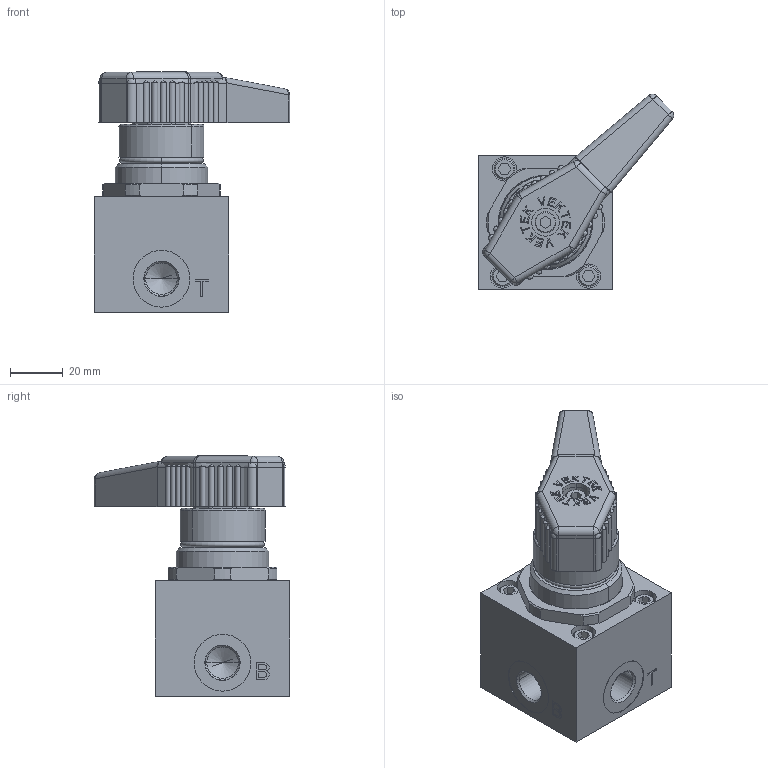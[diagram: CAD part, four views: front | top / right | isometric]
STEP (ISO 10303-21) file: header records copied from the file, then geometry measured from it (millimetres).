
FILE_DESCRIPTION((''),'2;1');
FILE_NAME('ILCMV43134741','2021-02-10T',('npeters'),(''),'PRO/ENGINEER BY PARAMETRIC TECHNOLOGY CORPORATION, 2013320','PRO/ENGINEER BY PARAMETRIC TECHNOLOGY CORPORATION, 2013320','');
FILE_SCHEMA(('AP203_CONFIGURATION_CONTROLLED_3D_DESIGN_OF_MECHANICAL_PARTS_AND_ASSEMBLIES_MIM_LF { 1 0 10303 403 2 1 2 }'));
Length unit declared in the file: inch
Products named in the file (6): ILCMV43134741_BASE; ILCMV43134741_ADAPTER; 85600903; 87114013; 85600902; ILCMV43134741
Assembly tree (5 placements, depth 2):
  ILCMV43134741
    ILCMV43134741_BASE
    ILCMV43134741_ADAPTER
    85600903
    87114013
    85600902
Bounding box: 73.87 x 73.87 x 90.93 mm (x, y, z)
Volume: 164178.1 mm3; surface area: 49727.8 mm2
Topology: 6 solids, 19 shells, 1722 faces, 4716 edges, 3104 vertices
Faces by surface type: plane 1392, cylinder 216, cone 86, torus 14, sphere 14
Entity records: 67516 total; most frequent: CARTESIAN_POINT 10097, ORIENTED_EDGE 9322, DIRECTION 8923, EDGE_CURVE 4687, VECTOR 4187, LINE 4187, PRESENTATION_STYLE_ASSIGNMENT 4034, STYLED_ITEM 4022
